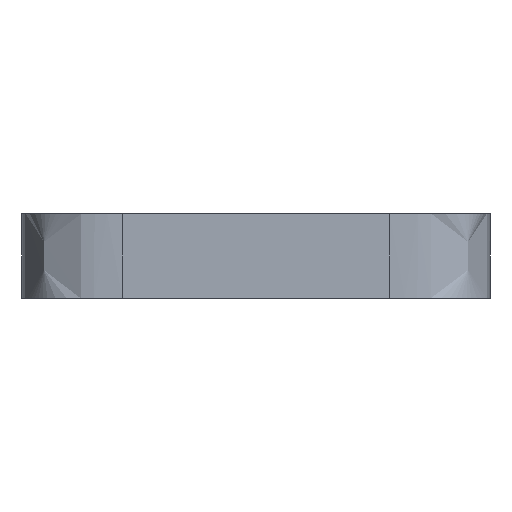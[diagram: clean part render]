
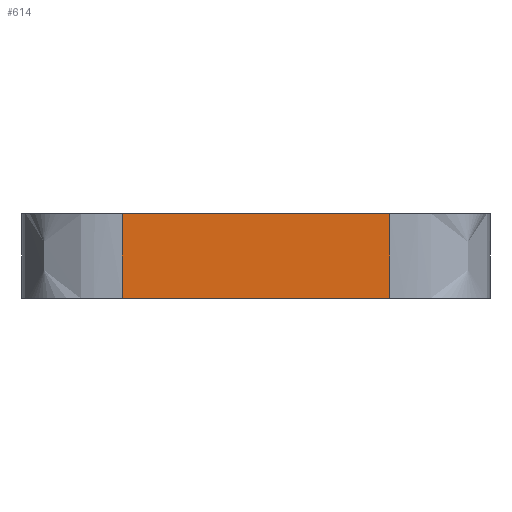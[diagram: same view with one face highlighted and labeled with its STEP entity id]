
A CAD part, left-side view. The second image highlights one B-rep face of the part: STEP entity #614.
In plain terms, the highlighted planar face has unit normal (-1, 0, 0).
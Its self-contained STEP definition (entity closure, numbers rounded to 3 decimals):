
#69 = VECTOR ( 'NONE', #2275, 1000. ) ;
#72 = VERTEX_POINT ( 'NONE', #1051 ) ;
#137 = EDGE_LOOP ( 'NONE', ( #1320, #2437, #2512, #1114 ) ) ;
#163 = EDGE_CURVE ( 'NONE', #72, #2046, #2127, .T. ) ;
#245 = AXIS2_PLACEMENT_3D ( 'NONE', #1756, #814, #2087 ) ;
#327 = CARTESIAN_POINT ( 'NONE',  ( -160., -20., 12.7 ) ) ;
#371 = CARTESIAN_POINT ( 'NONE',  ( -160., 35., 12.7 ) ) ;
#507 = CARTESIAN_POINT ( 'NONE',  ( -160., -20., 4.233 ) ) ;
#511 = EDGE_CURVE ( 'NONE', #834, #1043, #1347, .T. ) ;
#531 = LINE ( 'NONE', #371, #69 ) ;
#614 = ADVANCED_FACE ( 'NONE', ( #2151 ), #1190, .F. ) ;
#633 = CARTESIAN_POINT ( 'NONE',  ( -160., 20., 12.7 ) ) ;
#666 = CARTESIAN_POINT ( 'NONE',  ( -160., 20., 8.467 ) ) ;
#814 = DIRECTION ( 'NONE',  ( 1., 0., 0. ) ) ;
#834 = VERTEX_POINT ( 'NONE', #633 ) ;
#880 = CARTESIAN_POINT ( 'NONE',  ( -160., -20., 0. ) ) ;
#1043 = VERTEX_POINT ( 'NONE', #1829 ) ;
#1051 = CARTESIAN_POINT ( 'NONE',  ( -160., -20., 0. ) ) ;
#1079 = CARTESIAN_POINT ( 'NONE',  ( -160., 20., 12.7 ) ) ;
#1114 = ORIENTED_EDGE ( 'NONE', *, *, #163, .T. ) ;
#1190 = PLANE ( 'NONE',  #245 ) ;
#1320 = ORIENTED_EDGE ( 'NONE', *, *, #2179, .F. ) ;
#1347 = B_SPLINE_CURVE_WITH_KNOTS ( 'NONE', 3,
 ( #1079, #666, #2467, #1671 ),
 .UNSPECIFIED., .F., .F.,
 ( 4, 4 ),
 ( 0., 1. ),
 .UNSPECIFIED. ) ;
#1462 = DIRECTION ( 'NONE',  ( 0., -1., 0. ) ) ;
#1502 = CARTESIAN_POINT ( 'NONE',  ( -160., -20., 12.7 ) ) ;
#1551 = EDGE_CURVE ( 'NONE', #1043, #72, #2208, .T. ) ;
#1671 = CARTESIAN_POINT ( 'NONE',  ( -160., 20., 0. ) ) ;
#1673 = CARTESIAN_POINT ( 'NONE',  ( -160., -20., 8.467 ) ) ;
#1681 = CARTESIAN_POINT ( 'NONE',  ( -160., 35., 0. ) ) ;
#1756 = CARTESIAN_POINT ( 'NONE',  ( -160., 35., 12.7 ) ) ;
#1829 = CARTESIAN_POINT ( 'NONE',  ( -160., 20., 0. ) ) ;
#2046 = VERTEX_POINT ( 'NONE', #1502 ) ;
#2087 = DIRECTION ( 'NONE',  ( 0., 0., -1. ) ) ;
#2127 = B_SPLINE_CURVE_WITH_KNOTS ( 'NONE', 3,
 ( #880, #507, #1673, #327 ),
 .UNSPECIFIED., .F., .F.,
 ( 4, 4 ),
 ( 0., 1. ),
 .UNSPECIFIED. ) ;
#2151 = FACE_OUTER_BOUND ( 'NONE', #137, .T. ) ;
#2179 = EDGE_CURVE ( 'NONE', #834, #2046, #531, .T. ) ;
#2208 = LINE ( 'NONE', #1681, #2227 ) ;
#2227 = VECTOR ( 'NONE', #1462, 1000. ) ;
#2275 = DIRECTION ( 'NONE',  ( 0., -1., 0. ) ) ;
#2437 = ORIENTED_EDGE ( 'NONE', *, *, #511, .T. ) ;
#2467 = CARTESIAN_POINT ( 'NONE',  ( -160., 20., 4.233 ) ) ;
#2512 = ORIENTED_EDGE ( 'NONE', *, *, #1551, .T. ) ;
